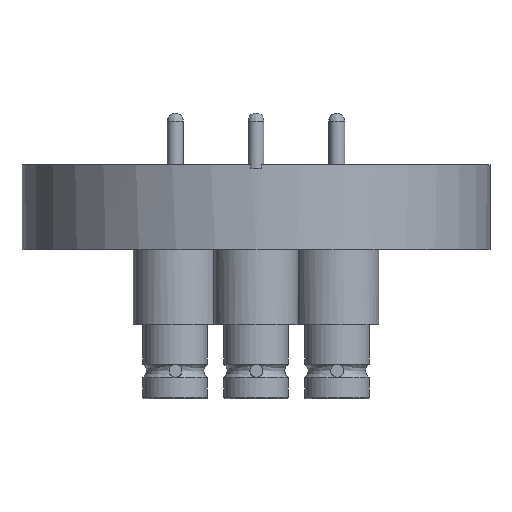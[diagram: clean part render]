
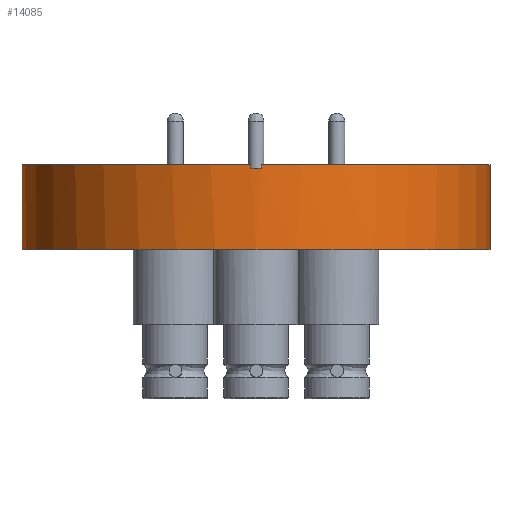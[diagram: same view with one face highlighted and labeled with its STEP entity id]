
A CAD part, front view. The second image highlights one B-rep face of the part: STEP entity #14085.
In plain terms, the highlighted cylindrical face has radius 34.925 mm (diameter 69.85 mm), a partial arc.
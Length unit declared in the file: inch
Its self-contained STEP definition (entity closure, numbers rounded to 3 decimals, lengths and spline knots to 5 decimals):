
#228 = EDGE_CURVE ( 'NONE', #10012, #10302, #8155, .T. ) ;
#378 = EDGE_CURVE ( 'NONE', #10305, #10008, #3215, .T. ) ;
#1665 = CARTESIAN_POINT ( 'NONE',  ( 0., 0., 0. ) ) ;
#1666 = DIRECTION ( 'NONE',  ( 0., 0., 1. ) ) ;
#1667 = DIRECTION ( 'NONE',  ( -1., 0., 0. ) ) ;
#1680 = CARTESIAN_POINT ( 'NONE',  ( 0., 0., 0.5 ) ) ;
#1681 = DIRECTION ( 'NONE',  ( 0., 0., -1. ) ) ;
#1682 = DIRECTION ( 'NONE',  ( -1., 0., 0. ) ) ;
#1689 = CARTESIAN_POINT ( 'NONE',  ( 0., 0., 0.5 ) ) ;
#1690 = DIRECTION ( 'NONE',  ( 0., 0., -1. ) ) ;
#1691 = DIRECTION ( 'NONE',  ( -1., 0., 0. ) ) ;
#2444 = CARTESIAN_POINT ( 'NONE',  ( -1.375, 0., 0. ) ) ;
#2445 = CARTESIAN_POINT ( 'NONE',  ( 1.375, 0., 0. ) ) ;
#2450 = CARTESIAN_POINT ( 'NONE',  ( 1.375, 0., 0.5 ) ) ;
#2512 = CARTESIAN_POINT ( 'NONE',  ( -1.375, 0., 0.5 ) ) ;
#3056 = VECTOR ( 'NONE', #12806, 39.37008 ) ;
#3215 = LINE ( 'NONE', #12804, #3056 ) ;
#3897 = EDGE_LOOP ( 'NONE', ( #10149, #9909, #10125, #10128, #10108, #10127, #10169, #10201 ) ) ;
#4004 = VERTEX_POINT ( 'NONE', #2512 ) ;
#4066 = VERTEX_POINT ( 'NONE', #2450 ) ;
#4071 = VERTEX_POINT ( 'NONE', #2445 ) ;
#4072 = VERTEX_POINT ( 'NONE', #2444 ) ;
#4712 = DIRECTION ( 'NONE',  ( 0., 0., 1. ) ) ;
#4714 = CARTESIAN_POINT ( 'NONE',  ( -0.031, -1.37465, 0.48 ) ) ;
#5313 = AXIS2_PLACEMENT_3D ( 'NONE', #8536, #8537, #8538 ) ;
#5471 = AXIS2_PLACEMENT_3D ( 'NONE', #9318, #9317, #9313 ) ;
#5771 = LINE ( 'NONE', #6694, #5774 ) ;
#5774 = VECTOR ( 'NONE', #6695, 39.37008 ) ;
#5779 = LINE ( 'NONE', #6708, #5782 ) ;
#5782 = VECTOR ( 'NONE', #6709, 39.37008 ) ;
#5957 = CIRCLE ( 'NONE', #5313, 1.375 ) ;
#6195 = FACE_OUTER_BOUND ( 'NONE', #3897, .T. ) ;
#6199 = CYLINDRICAL_SURFACE ( 'NONE', #5471, 1.375 ) ;
#6408 = CARTESIAN_POINT ( 'NONE',  ( 0.031, -1.37465, 0.48 ) ) ;
#6411 = CARTESIAN_POINT ( 'NONE',  ( -0.031, -1.37465, 0.48 ) ) ;
#6500 = CARTESIAN_POINT ( 'NONE',  ( -0.031, -1.37465, 0.5 ) ) ;
#6502 = CARTESIAN_POINT ( 'NONE',  ( 0.031, -1.37465, 0.5 ) ) ;
#6694 = CARTESIAN_POINT ( 'NONE',  ( -1.375, 0., 0.5 ) ) ;
#6695 = DIRECTION ( 'NONE',  ( 0., 0., -1. ) ) ;
#6708 = CARTESIAN_POINT ( 'NONE',  ( 1.375, 0., 0.5 ) ) ;
#6709 = DIRECTION ( 'NONE',  ( 0., 0., -1. ) ) ;
#8155 = LINE ( 'NONE', #4714, #8369 ) ;
#8369 = VECTOR ( 'NONE', #4712, 39.37008 ) ;
#8536 = CARTESIAN_POINT ( 'NONE',  ( 0., 0., 0.48 ) ) ;
#8537 = DIRECTION ( 'NONE',  ( 0., 0., -1. ) ) ;
#8538 = DIRECTION ( 'NONE',  ( -1., 0., 0. ) ) ;
#9313 = DIRECTION ( 'NONE',  ( -1., 0., 0. ) ) ;
#9317 = DIRECTION ( 'NONE',  ( 0., 0., -1. ) ) ;
#9318 = CARTESIAN_POINT ( 'NONE',  ( 0., 0., 0.5 ) ) ;
#9393 = EDGE_CURVE ( 'NONE', #4072, #4071, #9711, .T. ) ;
#9398 = EDGE_CURVE ( 'NONE', #4066, #10305, #9710, .T. ) ;
#9401 = EDGE_CURVE ( 'NONE', #10302, #4004, #9715, .T. ) ;
#9710 = CIRCLE ( 'NONE', #14961, 1.375 ) ;
#9711 = CIRCLE ( 'NONE', #14956, 1.375 ) ;
#9715 = CIRCLE ( 'NONE', #14964, 1.375 ) ;
#9909 = ORIENTED_EDGE ( 'NONE', *, *, #9398, .T. ) ;
#10008 = VERTEX_POINT ( 'NONE', #6408 ) ;
#10012 = VERTEX_POINT ( 'NONE', #6411 ) ;
#10108 = ORIENTED_EDGE ( 'NONE', *, *, #228, .T. ) ;
#10125 = ORIENTED_EDGE ( 'NONE', *, *, #378, .T. ) ;
#10127 = ORIENTED_EDGE ( 'NONE', *, *, #9401, .T. ) ;
#10128 = ORIENTED_EDGE ( 'NONE', *, *, #12137, .T. ) ;
#10149 = ORIENTED_EDGE ( 'NONE', *, *, #11379, .F. ) ;
#10169 = ORIENTED_EDGE ( 'NONE', *, *, #11374, .T. ) ;
#10201 = ORIENTED_EDGE ( 'NONE', *, *, #9393, .T. ) ;
#10302 = VERTEX_POINT ( 'NONE', #6500 ) ;
#10305 = VERTEX_POINT ( 'NONE', #6502 ) ;
#11374 = EDGE_CURVE ( 'NONE', #4004, #4072, #5771, .T. ) ;
#11379 = EDGE_CURVE ( 'NONE', #4066, #4071, #5779, .T. ) ;
#12137 = EDGE_CURVE ( 'NONE', #10008, #10012, #5957, .T. ) ;
#12804 = CARTESIAN_POINT ( 'NONE',  ( 0.031, -1.37465, 0.48 ) ) ;
#12806 = DIRECTION ( 'NONE',  ( 0., 0., -1. ) ) ;
#14085 = ADVANCED_FACE ( 'NONE', ( #6195 ), #6199, .T. ) ;
#14956 = AXIS2_PLACEMENT_3D ( 'NONE', #1665, #1666, #1667 ) ;
#14961 = AXIS2_PLACEMENT_3D ( 'NONE', #1680, #1681, #1682 ) ;
#14964 = AXIS2_PLACEMENT_3D ( 'NONE', #1689, #1690, #1691 ) ;
